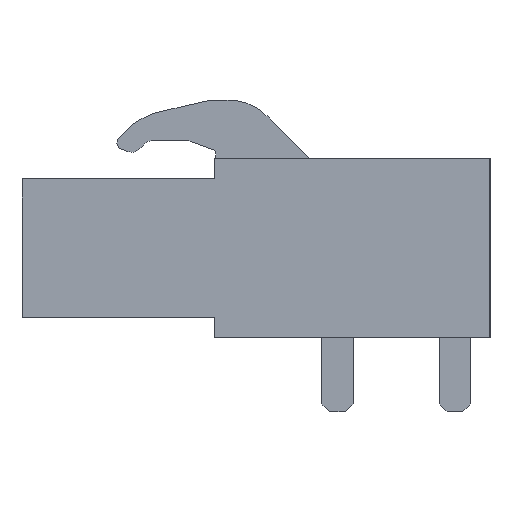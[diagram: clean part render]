
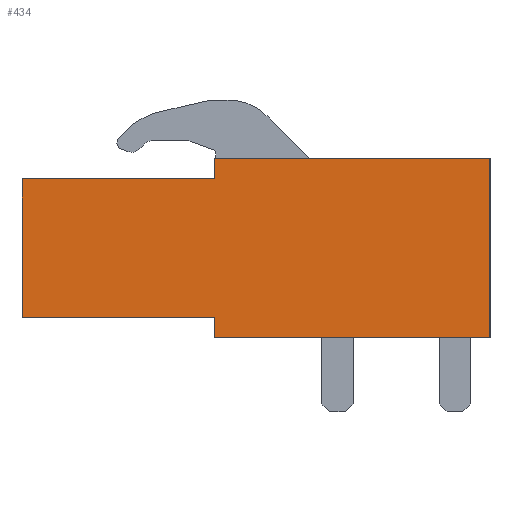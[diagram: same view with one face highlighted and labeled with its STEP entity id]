
A CAD part, left-side view. The second image highlights one B-rep face of the part: STEP entity #434.
In plain terms, the highlighted planar face has unit normal (-1, 0, 0).
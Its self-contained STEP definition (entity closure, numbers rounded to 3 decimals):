
#384=AXIS2_PLACEMENT_3D('Plane Axis2P3D',#381,#382,#383) ;
#40=CARTESIAN_POINT('Vertex',(0.,0.,3.2)) ;
#56=CARTESIAN_POINT('Vertex',(0.,0.,10.95)) ;
#59=CARTESIAN_POINT('Line Origine',(0.,0.,7.075)) ;
#89=CARTESIAN_POINT('Vertex',(0.,20.25,4.075)) ;
#92=CARTESIAN_POINT('Line Origine',(0.,20.25,7.075)) ;
#96=CARTESIAN_POINT('Vertex',(0.,20.25,10.075)) ;
#381=CARTESIAN_POINT('Axis2P3D Location',(0.,0.,3.2)) ;
#386=CARTESIAN_POINT('Line Origine',(0.,16.075,4.075)) ;
#390=CARTESIAN_POINT('Vertex',(0.,11.9,4.075)) ;
#393=CARTESIAN_POINT('Line Origine',(0.,11.9,3.638)) ;
#397=CARTESIAN_POINT('Vertex',(0.,11.9,3.2)) ;
#400=CARTESIAN_POINT('Line Origine',(0.,5.95,3.2)) ;
#405=CARTESIAN_POINT('Line Origine',(0.,5.95,10.95)) ;
#409=CARTESIAN_POINT('Vertex',(0.,11.9,10.95)) ;
#412=CARTESIAN_POINT('Line Origine',(0.,11.9,10.513)) ;
#416=CARTESIAN_POINT('Vertex',(0.,11.9,10.075)) ;
#419=CARTESIAN_POINT('Line Origine',(0.,16.075,10.075)) ;
#60=DIRECTION('Vector Direction',(0.,0.,1.)) ;
#93=DIRECTION('Vector Direction',(0.,0.,1.)) ;
#382=DIRECTION('Axis2P3D Direction',(-1.,0.,0.)) ;
#383=DIRECTION('Axis2P3D XDirection',(0.,0.,1.)) ;
#387=DIRECTION('Vector Direction',(0.,1.,0.)) ;
#394=DIRECTION('Vector Direction',(0.,0.,1.)) ;
#401=DIRECTION('Vector Direction',(0.,1.,0.)) ;
#406=DIRECTION('Vector Direction',(0.,1.,0.)) ;
#413=DIRECTION('Vector Direction',(0.,0.,-1.)) ;
#420=DIRECTION('Vector Direction',(0.,1.,0.)) ;
#61=VECTOR('Line Direction',#60,1.) ;
#94=VECTOR('Line Direction',#93,1.) ;
#388=VECTOR('Line Direction',#387,1.) ;
#395=VECTOR('Line Direction',#394,1.) ;
#402=VECTOR('Line Direction',#401,1.) ;
#407=VECTOR('Line Direction',#406,1.) ;
#414=VECTOR('Line Direction',#413,1.) ;
#421=VECTOR('Line Direction',#420,1.) ;
#425=ORIENTED_EDGE('',*,*,#392,.F.) ;
#426=ORIENTED_EDGE('',*,*,#399,.F.) ;
#427=ORIENTED_EDGE('',*,*,#404,.F.) ;
#428=ORIENTED_EDGE('',*,*,#63,.F.) ;
#429=ORIENTED_EDGE('',*,*,#411,.T.) ;
#430=ORIENTED_EDGE('',*,*,#418,.F.) ;
#431=ORIENTED_EDGE('',*,*,#423,.F.) ;
#432=ORIENTED_EDGE('',*,*,#98,.T.) ;
#434=ADVANCED_FACE('BLL 5.08/15/90 3.2 SN OR 1648440000',(#433),#385,.T.) ;
#63=EDGE_CURVE('',#57,#41,#62,.F.) ;
#98=EDGE_CURVE('',#97,#90,#95,.F.) ;
#392=EDGE_CURVE('',#391,#90,#389,.T.) ;
#399=EDGE_CURVE('',#398,#391,#396,.T.) ;
#404=EDGE_CURVE('',#41,#398,#403,.T.) ;
#411=EDGE_CURVE('',#57,#410,#408,.T.) ;
#418=EDGE_CURVE('',#417,#410,#415,.F.) ;
#423=EDGE_CURVE('',#97,#417,#422,.F.) ;
#424=EDGE_LOOP('',(#425,#426,#427,#428,#429,#430,#431,#432)) ;
#433=FACE_OUTER_BOUND('',#424,.T.) ;
#62=LINE('Line',#59,#61) ;
#95=LINE('Line',#92,#94) ;
#389=LINE('Line',#386,#388) ;
#396=LINE('Line',#393,#395) ;
#403=LINE('Line',#400,#402) ;
#408=LINE('Line',#405,#407) ;
#415=LINE('Line',#412,#414) ;
#422=LINE('Line',#419,#421) ;
#385=PLANE('',#384) ;
#41=VERTEX_POINT('',#40) ;
#57=VERTEX_POINT('',#56) ;
#90=VERTEX_POINT('',#89) ;
#97=VERTEX_POINT('',#96) ;
#391=VERTEX_POINT('',#390) ;
#398=VERTEX_POINT('',#397) ;
#410=VERTEX_POINT('',#409) ;
#417=VERTEX_POINT('',#416) ;
